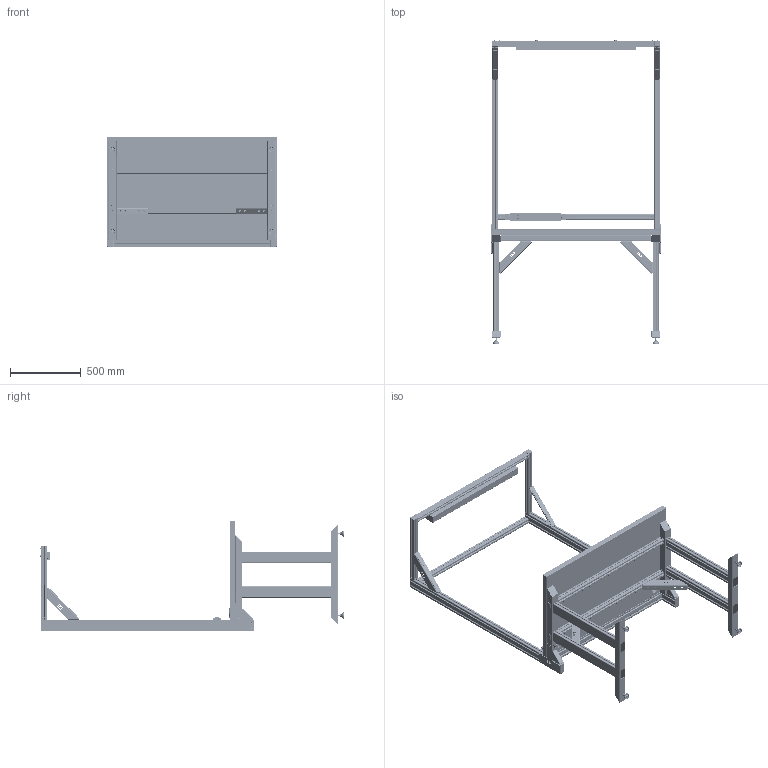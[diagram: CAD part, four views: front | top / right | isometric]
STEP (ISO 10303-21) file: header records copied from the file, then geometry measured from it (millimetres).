
FILE_DESCRIPTION(/* description */ ('50214_VarioStation I40 B1200 T700 TH800 60x50'),/* implementation_level */ '2;1');
FILE_NAME(/* name */ 'BG10016340.stp',/* time_stamp */ '2023-07-10T09:35:50+02:00',/* author */ ('SeLu'),/* organization */ (''),/* preprocessor_version */ 'ST-DEVELOPER v17.2',/* originating_system */ 'Autodesk Inventor 2019',/* authorisation */ '0 mm^3');
FILE_SCHEMA (('AUTOMOTIVE_DESIGN { 1 0 10303 214 3 1 1 }'));
Products named in the file (54): BG10016340; 281804911; 281804931; 281804931_1; 281404911; 281404911_1; 411993120; 411992946; Winkel 40x80 I40 halbes Set; 412345081; 482650001; 282320000; 282200119 Nutenstein einschwenkbar mit Steg und Federkugel M8 N8; 282200122; 412530285 Hammermutter M6 N10; 412530287; 281005034; 281005026; 403537220; 403538676; FT10026192; FT10025513; FT10026187; FT10026183; FT10026184; FT10027651; FT10025463; FT10026382; FT10027643; KG10003260; KG10003261; KG10003308; ISO 4762  - M12 x 40; ISO 4762  - M8 x 30; ISO 4762  - M6 x 16; ISO 4762  - M8 x 25; ISO 7089 -  8; DIN7380-2_M8x12; ISO 7380-1 - M8 x 12; DIN7380-2_M8x16 ...
Assembly tree (219 placements, depth 3):
  BG10016340
    281804911  x2
    281804931
    281804931_1  x4
    281404911  x2
    281404911_1  x2
    411993120  x2
    411992946
    Winkel 40x80 I40 halbes Set  x2
    412345081  x4
    482650001  x2
    282320000  x10
    282200119 Nutenstein einschwenkbar mit Steg und Federkugel M8 N8  x12
    282200122  x10
    412530285 Hammermutter M6 N10  x2
    412530287  x4
    281005034  x4
    281005026  x2
    403537220  x4
    403538676  x4
    FT10026192  x6
    FT10025513  x4
    FT10026187  x2
    FT10026183
    FT10026184
    FT10027651  x2
    FT10025463  x4
    FT10026382
    FT10027643  x4
    KG10003260  x4
    KG10003261  x6
    KG10003308  x2
    ISO 4762  - M12 x 40  x4
    ISO 4762  - M8 x 30  x16
    ISO 4762  - M6 x 16  x4
    ISO 4762  - M8 x 25  x4
    ISO 7089 -  8  x4
    DIN7380-2_M8x12  x8
      ISO 7380-1 - M8 x 12
      Linsenflansch
    DIN7380-2_M8x16  x8
      ISO 7380-1 - M8 x 16
      Linsenflansch
    ISO 10642  - M6  x  12  x4
    ISO 10642  - M6  x  16  x14
    DIN 125 - A 13  x4
    DIN 125 - A 8,4  x16
    DIN 125 - A 6,4  x4
    Ensat für Holz M6  x4
    DIN 6912 - M6 x 16  x2
    412530285  x2
    ISO 7089 -  6  x2
    Z5423061201
    Z3223061201_
    Syskomp 206539800 Halteset  x2
Bounding box: 1200 x 2152.3 x 780 mm (x, y, z)
Volume: 50207186.5 mm3; surface area: 12243504.1 mm2
Topology: 299 solids, 299 shells, 11912 faces, 32324 edges, 21222 vertices
Faces by surface type: plane 5761, cylinder 3910, bspline 700, cone 660, torus 492, sphere 389
Full cylindrical faces by diameter (mm): 2 x3, 2.5 x4, 3 x5, 3.2 x8, 4 x4, 4.917 x6, 4.918 x2, 5 x27, 5.002 x4, 5.5 x8, 6 x48, 6.4 x10, 6.5 x8, 6.6 x26, 6.647 x30, 6.8 x18, 7 x26, 7.6 x23, 7.7 x4, 8 x64, 8.3 x2, 8.4 x20, 8.5 x4, 8.9 x12, 9 x41, 10 x40, 10.106 x4, 10.4 x2, 10.5 x4, 10.9 x8
Entity records: 183082 total; most frequent: CARTESIAN_POINT 59127, ORIENTED_EDGE 25168, DIRECTION 25123, EDGE_CURVE 12584, AXIS2_PLACEMENT_3D 8915, VERTEX_POINT 8325, LINE 7293, VECTOR 7293
